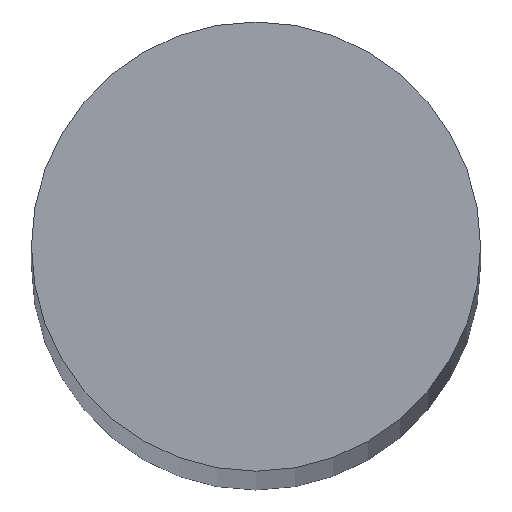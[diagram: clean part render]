
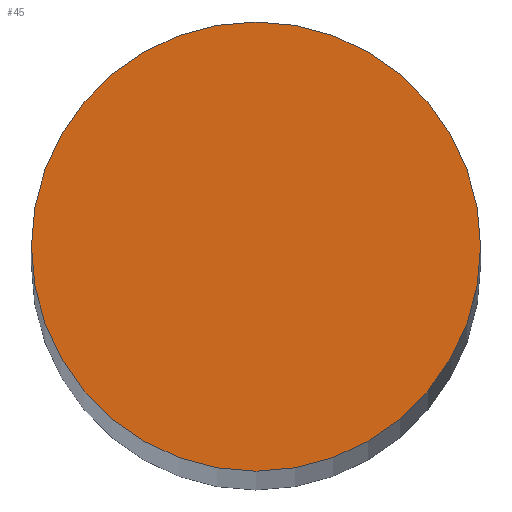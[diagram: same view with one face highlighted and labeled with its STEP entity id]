
A CAD part, top view. The second image highlights one B-rep face of the part: STEP entity #45.
In plain terms, the highlighted planar face has unit normal (0, 0, 1).
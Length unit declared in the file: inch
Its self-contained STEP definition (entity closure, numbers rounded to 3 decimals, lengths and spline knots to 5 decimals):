
#2 = CIRCLE ( 'NONE', #80, 0.75 ) ;
#34 = CARTESIAN_POINT ( 'NONE',  ( 0.75, 2.5, 0. ) ) ;
#37 = CARTESIAN_POINT ( 'NONE',  ( 0., 2.5, 0. ) ) ;
#45 = ADVANCED_FACE ( 'NONE', ( #197 ), #68, .T. ) ;
#62 = DIRECTION ( 'NONE',  ( 0., 0., 1. ) ) ;
#68 = PLANE ( 'NONE',  #85 ) ;
#73 = ORIENTED_EDGE ( 'NONE', *, *, #237, .T. ) ;
#80 = AXIS2_PLACEMENT_3D ( 'NONE', #195, #217, #263 ) ;
#84 = VERTEX_POINT ( 'NONE', #253 ) ;
#85 = AXIS2_PLACEMENT_3D ( 'NONE', #37, #62, #161 ) ;
#101 = DIRECTION ( 'NONE',  ( 1., 0., 0. ) ) ;
#127 = EDGE_CURVE ( 'NONE', #262, #84, #143, .T. ) ;
#143 = CIRCLE ( 'NONE', #190, 0.75 ) ;
#150 = ORIENTED_EDGE ( 'NONE', *, *, #127, .T. ) ;
#161 = DIRECTION ( 'NONE',  ( 1., 0., 0. ) ) ;
#190 = AXIS2_PLACEMENT_3D ( 'NONE', #211, #231, #101 ) ;
#195 = CARTESIAN_POINT ( 'NONE',  ( 0., 2.5, 0. ) ) ;
#197 = FACE_OUTER_BOUND ( 'NONE', #243, .T. ) ;
#211 = CARTESIAN_POINT ( 'NONE',  ( 0., 2.5, 0. ) ) ;
#217 = DIRECTION ( 'NONE',  ( 0., 0., 1. ) ) ;
#231 = DIRECTION ( 'NONE',  ( 0., 0., 1. ) ) ;
#237 = EDGE_CURVE ( 'NONE', #84, #262, #2, .T. ) ;
#243 = EDGE_LOOP ( 'NONE', ( #150, #73 ) ) ;
#253 = CARTESIAN_POINT ( 'NONE',  ( -0.75, 2.5, 0. ) ) ;
#262 = VERTEX_POINT ( 'NONE', #34 ) ;
#263 = DIRECTION ( 'NONE',  ( 1., 0., 0. ) ) ;
